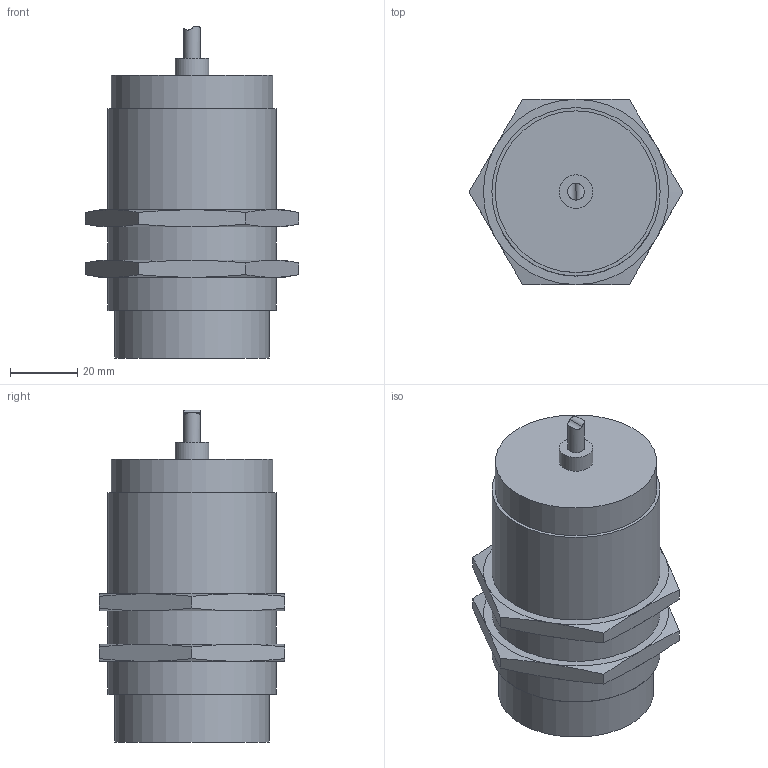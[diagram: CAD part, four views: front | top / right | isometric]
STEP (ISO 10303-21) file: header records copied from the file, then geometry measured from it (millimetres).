
FILE_DESCRIPTION (( 'STEP AP214' ), '1' );
FILE_NAME ('DW-HD-613-M50-517.STEP', '2022-09-06T16:46:03', ( '' ), ( '' ), 'SwSTEP 2.0', 'SolidWorks 2021', '' );
FILE_SCHEMA (( 'AUTOMOTIVE_DESIGN' ));
Length unit declared in the file: inch
Products named in the file (1): DW-HD-613-M50-517
Bounding box: 63.51 x 55 x 98.6 mm (x, y, z)
Volume: 166079.4 mm3; surface area: 19943.8 mm2
Topology: 1 solids, 1 shells, 55 faces, 110 edges, 65 vertices
Faces by surface type: cone 25, plane 21, cylinder 9
Full cylindrical faces by diameter (mm): 5 x1, 10 x1, 46 x1, 48 x1, 50 x3
Entity records: 1599 total; most frequent: CARTESIAN_POINT 527, ORIENTED_EDGE 202, DIRECTION 201, EDGE_CURVE 101, AXIS2_PLACEMENT_3D 94, EDGE_LOOP 71, VERTEX_POINT 64, FACE_OUTER_BOUND 62
